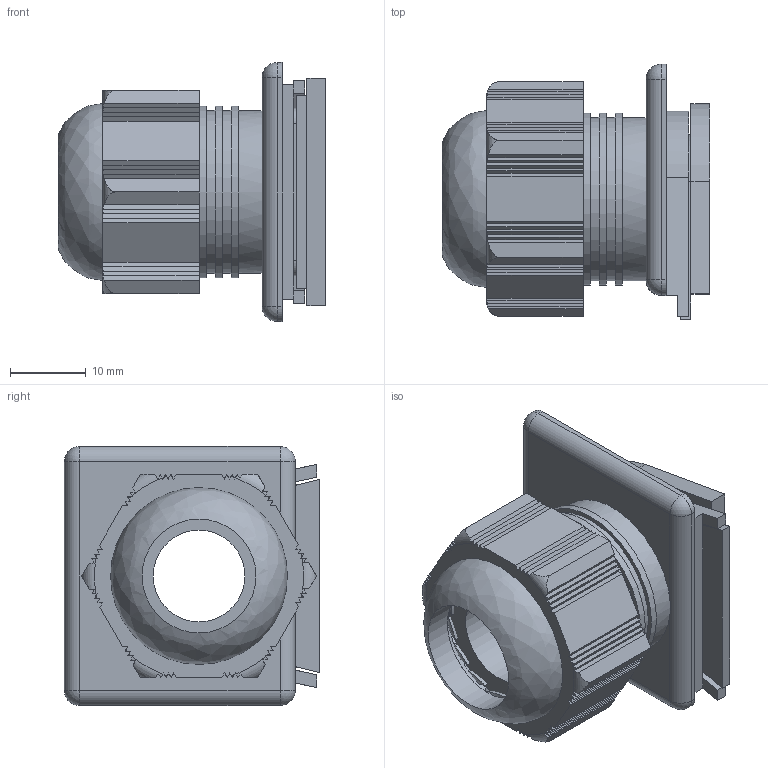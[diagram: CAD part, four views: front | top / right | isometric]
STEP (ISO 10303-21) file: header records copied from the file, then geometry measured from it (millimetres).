
FILE_DESCRIPTION(/* description */ ('Euro-Top- Einsteckverschraubung kb. 7-12mm'),/* implementation_level */ '2;1');
FILE_NAME(/* name */ '11182400-RST.stp',/* time_stamp */ '2019-11-28T10:44:45+01:00',/* author */ ('sl'),/* organization */ (''),/* preprocessor_version */ 'ST-DEVELOPER v16.5',/* originating_system */ 'Autodesk Inventor 2017',/* authorisation */ '');
FILE_SCHEMA (('AUTOMOTIVE_DESIGN { 1 0 10303 214 3 1 1 }'));
Length unit declared in the file: millimetre
Products named in the file (5): 11182400; Euro-Top-02-BT-0001-11082400; Euro-Top-02-BT-0004-11082400_MIR; Euro-Top-02-BT-0005-11082400; Euro-Top-02-BT-0002-11082400
Assembly tree (4 placements, depth 2):
  11182400
    Euro-Top-02-BT-0001-11082400
    Euro-Top-02-BT-0004-11082400_MIR
    Euro-Top-02-BT-0005-11082400
    Euro-Top-02-BT-0002-11082400
Bounding box: 35.26 x 33.66 x 34.15 mm (x, y, z)
Volume: 13191.6 mm3; surface area: 12357.3 mm2
Topology: 4 solids, 4 shells, 328 faces, 874 edges, 567 vertices
Faces by surface type: plane 230, cylinder 48, torus 45, sphere 4, bspline 1
Full cylindrical faces by diameter (mm): 12.1 x1, 14.4 x1, 15 x1, 16.55 x1, 18.05 x1, 20 x1, 20.5 x1, 20.7 x1, 21 x1, 21.507 x4, 21.51 x1, 22.667 x4, 22.67 x1
Entity records: 10644 total; most frequent: CARTESIAN_POINT 2224, DIRECTION 1778, ORIENTED_EDGE 1700, EDGE_CURVE 850, AXIS2_PLACEMENT_3D 634, VERTEX_POINT 563, LINE 510, VECTOR 510
